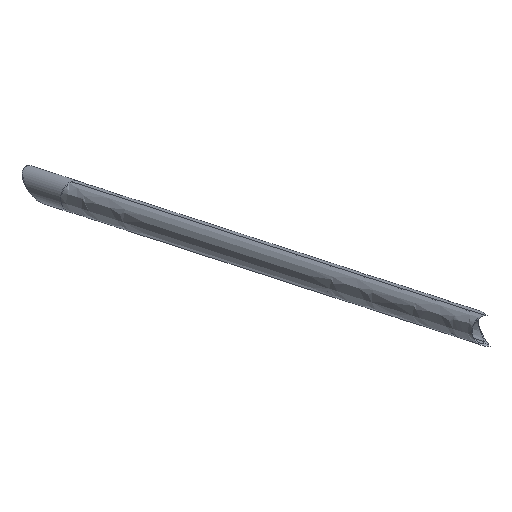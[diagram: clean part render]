
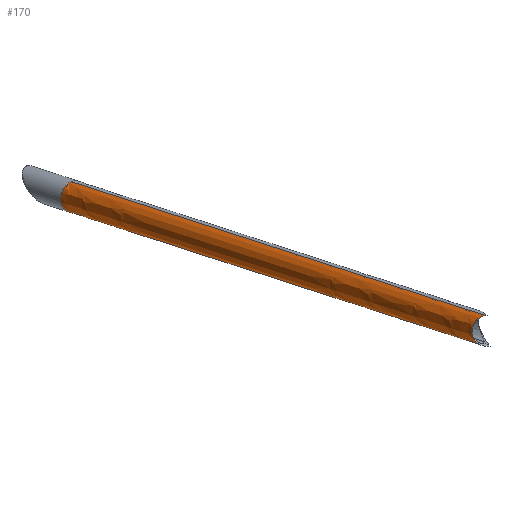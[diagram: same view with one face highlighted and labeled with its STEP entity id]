
A CAD part, top view. The second image highlights one B-rep face of the part: STEP entity #170.
In plain terms, the highlighted free-form (B-spline) face has degree [5, 4] with [6, 5] control points.
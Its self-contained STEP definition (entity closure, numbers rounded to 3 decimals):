
#53=CARTESIAN_POINT('Control Point',(-1749.782,171.06,941.159)) ;
#54=CARTESIAN_POINT('Control Point',(-1761.95,166.097,948.392)) ;
#55=CARTESIAN_POINT('Control Point',(-1765.318,149.723,947.045)) ;
#56=CARTESIAN_POINT('Control Point',(-1756.517,138.312,938.466)) ;
#57=CARTESIAN_POINT('Control Point',(-1744.349,143.275,931.234)) ;
#58=CARTESIAN_POINT('Control Point',(-1826.696,196.109,828.943)) ;
#59=CARTESIAN_POINT('Control Point',(-1838.865,191.146,836.176)) ;
#60=CARTESIAN_POINT('Control Point',(-1842.232,174.773,834.829)) ;
#61=CARTESIAN_POINT('Control Point',(-1833.432,163.362,826.25)) ;
#62=CARTESIAN_POINT('Control Point',(-1821.264,168.325,819.018)) ;
#63=CARTESIAN_POINT('Control Point',(-1903.611,221.159,716.727)) ;
#64=CARTESIAN_POINT('Control Point',(-1915.779,216.196,723.959)) ;
#65=CARTESIAN_POINT('Control Point',(-1919.147,199.822,722.613)) ;
#66=CARTESIAN_POINT('Control Point',(-1910.347,188.412,714.034)) ;
#67=CARTESIAN_POINT('Control Point',(-1898.179,193.374,706.801)) ;
#68=CARTESIAN_POINT('Control Point',(-1980.526,246.208,604.511)) ;
#69=CARTESIAN_POINT('Control Point',(-1992.694,241.245,611.743)) ;
#70=CARTESIAN_POINT('Control Point',(-1996.062,224.872,610.396)) ;
#71=CARTESIAN_POINT('Control Point',(-1987.262,213.461,601.817)) ;
#72=CARTESIAN_POINT('Control Point',(-1975.093,218.424,594.585)) ;
#73=CARTESIAN_POINT('Control Point',(-2057.441,271.258,492.294)) ;
#74=CARTESIAN_POINT('Control Point',(-2069.609,266.295,499.527)) ;
#75=CARTESIAN_POINT('Control Point',(-2072.977,249.921,498.18)) ;
#76=CARTESIAN_POINT('Control Point',(-2064.176,238.511,489.601)) ;
#77=CARTESIAN_POINT('Control Point',(-2052.008,243.473,482.369)) ;
#78=CARTESIAN_POINT('Control Point',(-2134.355,296.307,380.078)) ;
#79=CARTESIAN_POINT('Control Point',(-2146.524,291.344,387.31)) ;
#80=CARTESIAN_POINT('Control Point',(-2149.891,274.971,385.964)) ;
#81=CARTESIAN_POINT('Control Point',(-2141.091,263.56,377.385)) ;
#82=CARTESIAN_POINT('Control Point',(-2128.923,268.523,370.152)) ;
#84=CARTESIAN_POINT('Control Point',(-1761.415,161.804,940.929)) ;
#85=CARTESIAN_POINT('Control Point',(-1762.204,160.014,940.649)) ;
#86=CARTESIAN_POINT('Control Point',(-1762.704,158.099,940.265)) ;
#87=CARTESIAN_POINT('Control Point',(-1762.862,156.125,939.782)) ;
#88=CARTESIAN_POINT('Control Point',(-1762.495,152.608,938.763)) ;
#89=CARTESIAN_POINT('Control Point',(-1761.044,149.469,937.579)) ;
#90=CARTESIAN_POINT('Control Point',(-1760.192,148.181,937.03)) ;
#91=CARTESIAN_POINT('Control Point',(-1758.365,146.137,936.044)) ;
#92=CARTESIAN_POINT('Control Point',(-1756.111,144.616,935.091)) ;
#93=CARTESIAN_POINT('Control Point',(-1755.048,144.053,934.682)) ;
#94=CARTESIAN_POINT('Control Point',(-1752.925,143.192,933.936)) ;
#95=CARTESIAN_POINT('Control Point',(-1750.683,142.739,933.268)) ;
#96=CARTESIAN_POINT('Control Point',(-1749.6,142.615,932.971)) ;
#97=CARTESIAN_POINT('Control Point',(-1748.18,142.572,932.612)) ;
#98=CARTESIAN_POINT('Control Point',(-1746.771,142.676,932.296)) ;
#99=CARTESIAN_POINT('Control Point',(-1746.385,142.715,932.212)) ;
#100=CARTESIAN_POINT('Control Point',(-1746.057,142.757,932.142)) ;
#101=CARTESIAN_POINT('Control Point',(-1745.73,142.807,932.075)) ;
#102=CARTESIAN_POINT('Vertex',(-1761.415,161.804,940.929)) ;
#104=CARTESIAN_POINT('Vertex',(-1745.73,142.807,932.075)) ;
#108=CARTESIAN_POINT('Control Point',(-1750.133,171.174,940.647)) ;
#109=CARTESIAN_POINT('Control Point',(-1752.937,170.449,941.141)) ;
#110=CARTESIAN_POINT('Control Point',(-1755.684,169.115,941.46)) ;
#111=CARTESIAN_POINT('Control Point',(-1758.183,167.163,941.555)) ;
#112=CARTESIAN_POINT('Control Point',(-1760.164,164.639,941.373)) ;
#113=CARTESIAN_POINT('Control Point',(-1761.415,161.804,940.929)) ;
#114=CARTESIAN_POINT('Vertex',(-1750.133,171.174,940.647)) ;
#118=CARTESIAN_POINT('Control Point',(-1750.133,171.174,940.647)) ;
#119=CARTESIAN_POINT('Control Point',(-1826.977,196.201,828.534)) ;
#120=CARTESIAN_POINT('Control Point',(-1903.822,221.227,716.42)) ;
#121=CARTESIAN_POINT('Control Point',(-1980.666,246.254,604.306)) ;
#122=CARTESIAN_POINT('Control Point',(-2057.511,271.281,492.192)) ;
#123=CARTESIAN_POINT('Control Point',(-2134.355,296.307,380.078)) ;
#124=CARTESIAN_POINT('Vertex',(-2134.355,296.307,380.078)) ;
#128=CARTESIAN_POINT('Control Point',(-2134.355,296.307,380.078)) ;
#129=CARTESIAN_POINT('Control Point',(-2143.322,292.65,385.407)) ;
#130=CARTESIAN_POINT('Control Point',(-2147.875,281.598,386.061)) ;
#131=CARTESIAN_POINT('Control Point',(-2144.81,270.929,381.579)) ;
#132=CARTESIAN_POINT('Control Point',(-2136.284,268.152,375.115)) ;
#133=CARTESIAN_POINT('Vertex',(-2136.284,268.152,375.115)) ;
#137=CARTESIAN_POINT('Control Point',(-2136.284,268.152,375.115)) ;
#138=CARTESIAN_POINT('Control Point',(-2134.531,267.582,373.786)) ;
#139=CARTESIAN_POINT('Control Point',(-2132.664,267.453,372.478)) ;
#140=CARTESIAN_POINT('Control Point',(-2130.766,267.771,371.248)) ;
#141=CARTESIAN_POINT('Control Point',(-2128.923,268.523,370.152)) ;
#142=CARTESIAN_POINT('Vertex',(-2128.923,268.523,370.152)) ;
#146=CARTESIAN_POINT('Control Point',(-1746.838,144.086,927.603)) ;
#147=CARTESIAN_POINT('Control Point',(-1823.255,168.973,816.113)) ;
#148=CARTESIAN_POINT('Control Point',(-1899.672,193.861,704.623)) ;
#149=CARTESIAN_POINT('Control Point',(-1976.089,218.748,593.133)) ;
#150=CARTESIAN_POINT('Control Point',(-2052.506,243.635,481.643)) ;
#151=CARTESIAN_POINT('Control Point',(-2128.923,268.523,370.152)) ;
#152=CARTESIAN_POINT('Vertex',(-1746.838,144.086,927.603)) ;
#156=CARTESIAN_POINT('Control Point',(-1746.838,144.086,927.603)) ;
#157=CARTESIAN_POINT('Control Point',(-1746.466,143.63,929.083)) ;
#158=CARTESIAN_POINT('Control Point',(-1746.097,143.203,930.575)) ;
#159=CARTESIAN_POINT('Control Point',(-1745.73,142.807,932.075)) ;
#162=ORIENTED_EDGE('',*,*,#106,.F.) ;
#163=ORIENTED_EDGE('',*,*,#116,.F.) ;
#164=ORIENTED_EDGE('',*,*,#126,.T.) ;
#165=ORIENTED_EDGE('',*,*,#135,.T.) ;
#166=ORIENTED_EDGE('',*,*,#144,.T.) ;
#167=ORIENTED_EDGE('',*,*,#154,.F.) ;
#168=ORIENTED_EDGE('',*,*,#160,.T.) ;
#170=ADVANCED_FACE('Corps principal',(#169),#52,.T.) ;
#83=B_SPLINE_CURVE_WITH_KNOTS('',5,(#84,#85,#86,#87,#88,#89,#90,#91,#92,#93,#94,#95,#96,#97,#98,#99,#100,#101),.UNSPECIFIED.,.F.,.U.,(6,3,3,3,3,6),(0.,13.772,24.952,33.819,41.892,44.369),.UNSPECIFIED.) ;
#107=B_SPLINE_CURVE_WITH_KNOTS('',5,(#108,#109,#110,#111,#112,#113),.UNSPECIFIED.,.F.,.U.,(6,6),(0.,21.813),.UNSPECIFIED.) ;
#155=B_SPLINE_CURVE_WITH_KNOTS('',3,(#156,#157,#158,#159),.UNSPECIFIED.,.F.,.U.,(4,4),(0.,6.804),.UNSPECIFIED.) ;
#106=EDGE_CURVE('',#103,#105,#83,.T.) ;
#116=EDGE_CURVE('',#115,#103,#107,.T.) ;
#126=EDGE_CURVE('',#115,#125,#117,.T.) ;
#135=EDGE_CURVE('',#125,#134,#127,.T.) ;
#144=EDGE_CURVE('',#134,#143,#136,.T.) ;
#154=EDGE_CURVE('',#153,#143,#145,.T.) ;
#160=EDGE_CURVE('',#153,#105,#155,.T.) ;
#161=EDGE_LOOP('',(#162,#163,#164,#165,#166,#167,#168)) ;
#169=FACE_OUTER_BOUND('',#161,.T.) ;
#103=VERTEX_POINT('',#102) ;
#105=VERTEX_POINT('',#104) ;
#115=VERTEX_POINT('',#114) ;
#125=VERTEX_POINT('',#124) ;
#134=VERTEX_POINT('',#133) ;
#143=VERTEX_POINT('',#142) ;
#153=VERTEX_POINT('',#152) ;
#117=(BOUNDED_CURVE()B_SPLINE_CURVE(5,(#118,#119,#120,#121,#122,#123),.UNSPECIFIED.,.F.,.U.)B_SPLINE_CURVE_WITH_KNOTS((6,6),(0.631,691.662),.UNSPECIFIED.)CURVE()GEOMETRIC_REPRESENTATION_ITEM()RATIONAL_B_SPLINE_CURVE((1.,1.,1.,1.,1.,1.))REPRESENTATION_ITEM('')) ;
#127=(BOUNDED_CURVE()B_SPLINE_CURVE(4,(#128,#129,#130,#131,#132),.UNSPECIFIED.,.F.,.U.)B_SPLINE_CURVE_WITH_KNOTS((5,5),(0.,37.624),.UNSPECIFIED.)CURVE()GEOMETRIC_REPRESENTATION_ITEM()RATIONAL_B_SPLINE_CURVE((1.,0.766,0.693,0.694,0.82))REPRESENTATION_ITEM('')) ;
#136=(BOUNDED_CURVE()B_SPLINE_CURVE(4,(#137,#138,#139,#140,#141),.UNSPECIFIED.,.F.,.U.)B_SPLINE_CURVE_WITH_KNOTS((5,5),(37.624,47.124),.UNSPECIFIED.)CURVE()GEOMETRIC_REPRESENTATION_ITEM()RATIONAL_B_SPLINE_CURVE((0.82,0.852,0.892,0.941,1.))REPRESENTATION_ITEM('')) ;
#145=(BOUNDED_CURVE()B_SPLINE_CURVE(5,(#146,#147,#148,#149,#150,#151),.UNSPECIFIED.,.F.,.U.)B_SPLINE_CURVE_WITH_KNOTS((6,6),(4.475,691.662),.UNSPECIFIED.)CURVE()GEOMETRIC_REPRESENTATION_ITEM()RATIONAL_B_SPLINE_CURVE((1.,1.,1.,1.,1.,1.))REPRESENTATION_ITEM('')) ;
#52=(BOUNDED_SURFACE()B_SPLINE_SURFACE(5,4,((#53,#54,#55,#56,#57),(#58,#59,#60,#61,#62),(#63,#64,#65,#66,#67),(#68,#69,#70,#71,#72),(#73,#74,#75,#76,#77),(#78,#79,#80,#81,#82)),.UNSPECIFIED.,.F.,.F.,.U.)B_SPLINE_SURFACE_WITH_KNOTS((6,6),(5,5),(0.,691.662),(0.,47.124),.UNSPECIFIED.)GEOMETRIC_REPRESENTATION_ITEM()RATIONAL_B_SPLINE_SURFACE(((1.,0.707,0.667,0.707,1.),(1.,0.707,0.667,0.707,1.),(1.,0.707,0.667,0.707,1.),(1.,0.707,0.667,0.707,1.),(1.,0.707,0.667,0.707,1.),(1.,0.707,0.667,0.707,1.)))REPRESENTATION_ITEM('Rational BSpline Surface')SURFACE()) ;
